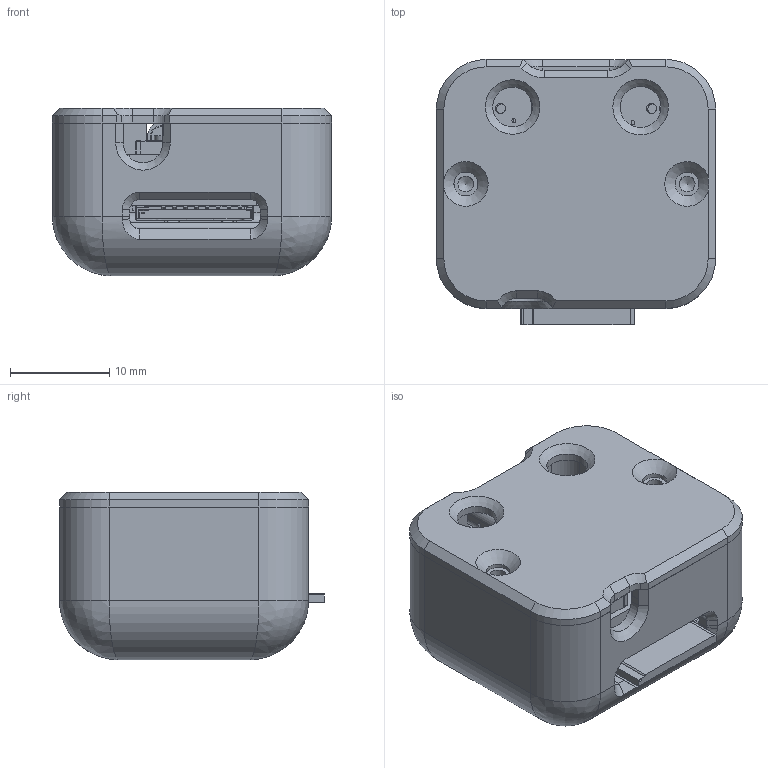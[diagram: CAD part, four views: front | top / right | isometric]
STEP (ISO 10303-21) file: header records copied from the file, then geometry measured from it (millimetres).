
FILE_DESCRIPTION(/* description */ ('STEP AP242 Edition 2','CAx-IF Rec.Pracs.---Representation and Presentation of Product Manufacturing Information (PMI)---4.0---2014-10-13','CAx-IF Rec.Pracs.---3D Tessellated Geometry---0.4---2014-09-14','2;1','CAx-IF Rec.Pracs.---User Defined Attributes---1.5---2016-08-15'),/* implementation_level */ '2;1');
FILE_NAME(/* name */ '694be658dea6cb131478b1de',/* time_stamp */ '2025-12-24T13:10:50Z',/* author */ (''),/* organization */ (''),/* preprocessor_version */ 'ST-DEVELOPER v20',/* originating_system */ 'ONSHAPE BY PTC INC, 1.208',/* authorisation */ ' ');
FILE_SCHEMA (('AP242_MANAGED_MODEL_BASED_3D_ENGINEERING_MIM_LF { 1 0 10303 442 3 1 4 }'));
Products named in the file (5): Xiao; Lid; Case; SD; Shield
Bounding box: 28.14 x 26.71 x 16.91 mm (x, y, z)
Volume: 7773.1 mm3; surface area: 8342.4 mm2
Topology: 5 solids, 5 shells, 2164 faces, 6159 edges, 3998 vertices
Faces by surface type: plane 1544, cylinder 543, cone 31, sphere 22, torus 14, bspline 10
Full cylindrical faces by diameter (mm): 0.3 x1, 0.394 x53, 0.5 x3, 0.65 x2, 1 x28, 1.6 x2, 2 x2, 2.4 x2, 4 x1, 4.103 x1
Entity records: 75588 total; most frequent: CARTESIAN_POINT 12667, ORIENTED_EDGE 12040, DIRECTION 11425, EDGE_CURVE 6020, LINE 4777, VECTOR 4777, VERTEX_POINT 3986, AXIS2_PLACEMENT_3D 3324
